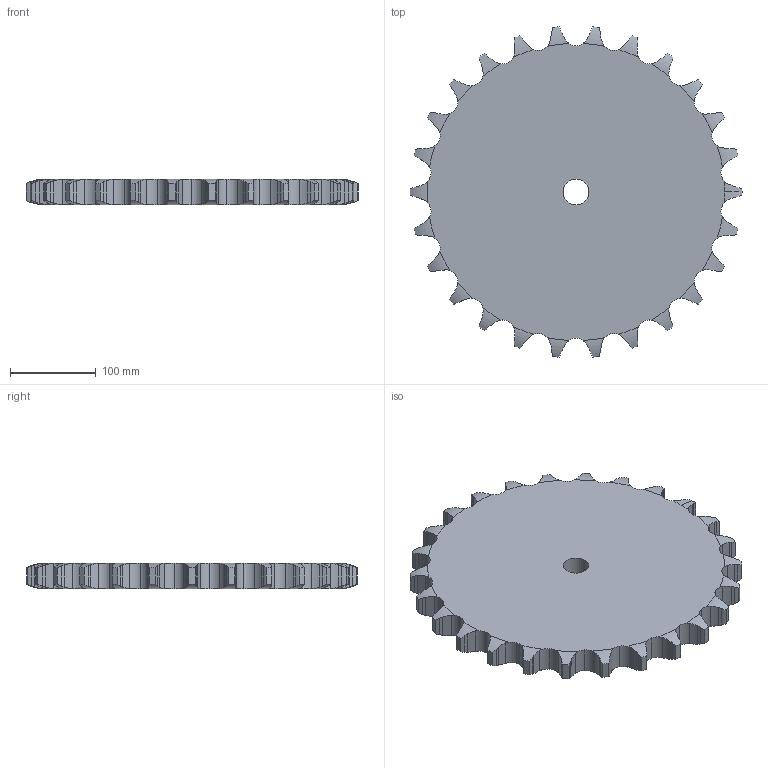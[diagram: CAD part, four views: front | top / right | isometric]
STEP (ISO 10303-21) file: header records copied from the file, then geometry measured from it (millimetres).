
FILE_DESCRIPTION(('FreeCAD Model'),'2;1');
FILE_NAME('Open CASCADE Shape Model','2022-06-26T15:25:35',('FreeCAD'),( 'FreeCAD'),'Open CASCADE STEP processor 7.6','FreeCAD','Unknown');
FILE_SCHEMA(('AUTOMOTIVE_DESIGN { 1 0 10303 214 1 1 1 1 }'));
Length unit declared in the file: millimetre
Products named in the file (1): Open CASCADE STEP translator 7.6 65
Bounding box: 387 x 384.97 x 29.4 mm (x, y, z)
Volume: 2933337.2 mm3; surface area: 252394.5 mm2
Topology: 1 solids, 1 shells, 292 faces, 868 edges, 578 vertices
Faces by surface type: cylinder 184, plane 54, torus 54
Full cylindrical faces by diameter (mm): 30 x1
Entity records: 26544 total; most frequent: CARTESIAN_POINT 11425, DIRECTION 2158, ORIENTED_EDGE 1736, PCURVE 1736, DEFINITIONAL_REPRESENTATION 1736, B_SPLINE_CURVE_WITH_KNOTS 1248, LINE 980, VECTOR 980
